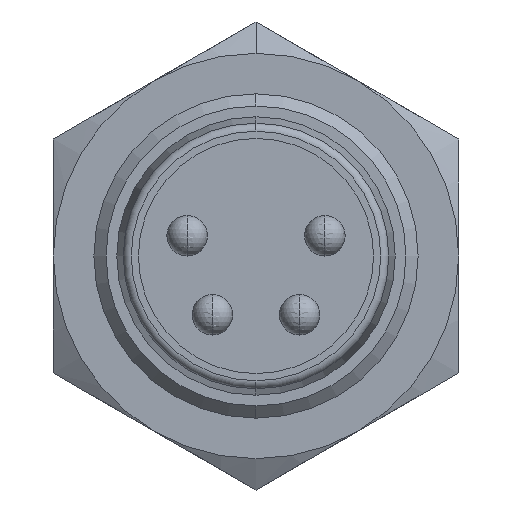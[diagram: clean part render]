
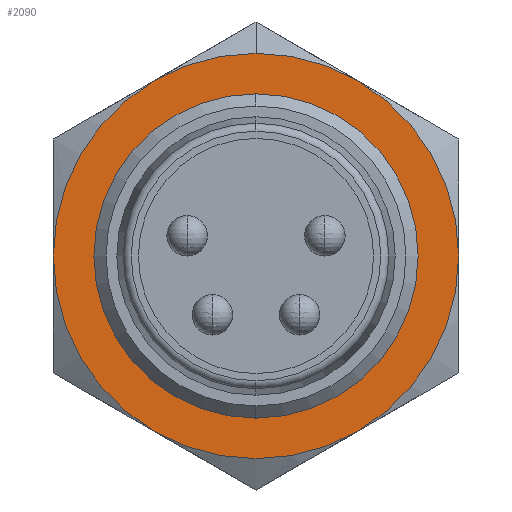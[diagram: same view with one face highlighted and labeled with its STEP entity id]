
A CAD part, left-side view. The second image highlights one B-rep face of the part: STEP entity #2090.
In plain terms, the highlighted planar face has unit normal (-1, 0, 0).
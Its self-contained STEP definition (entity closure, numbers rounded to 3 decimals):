
#550=CARTESIAN_POINT('',(9.2,0.,0.));
#551=DIRECTION('',(-1.,0.,0.));
#552=DIRECTION('',(0.,-0.5,0.866));
#553=AXIS2_PLACEMENT_3D('',#550,#551,#552);
#555=CARTESIAN_POINT('',(9.2,0.,0.));
#556=DIRECTION('',(-1.,0.,0.));
#557=DIRECTION('',(0.,-1.,0.));
#558=AXIS2_PLACEMENT_3D('',#555,#556,#557);
#560=CARTESIAN_POINT('',(9.2,0.,0.));
#561=DIRECTION('',(-1.,0.,0.));
#562=DIRECTION('',(0.,-0.5,-0.866));
#563=AXIS2_PLACEMENT_3D('',#560,#561,#562);
#565=CARTESIAN_POINT('',(9.2,0.,0.));
#566=DIRECTION('',(-1.,0.,0.));
#567=DIRECTION('',(0.,0.,-1.));
#568=AXIS2_PLACEMENT_3D('',#565,#566,#567);
#570=CARTESIAN_POINT('',(9.2,0.,0.));
#571=DIRECTION('',(-1.,0.,0.));
#572=DIRECTION('',(0.,0.5,-0.866));
#573=AXIS2_PLACEMENT_3D('',#570,#571,#572);
#575=CARTESIAN_POINT('',(9.2,0.,0.));
#576=DIRECTION('',(-1.,0.,0.));
#577=DIRECTION('',(0.,1.,0.));
#578=AXIS2_PLACEMENT_3D('',#575,#576,#577);
#580=CARTESIAN_POINT('',(9.2,0.,0.));
#581=DIRECTION('',(-1.,0.,0.));
#582=DIRECTION('',(0.,0.5,0.866));
#583=AXIS2_PLACEMENT_3D('',#580,#581,#582);
#585=CARTESIAN_POINT('',(9.2,0.,0.));
#586=DIRECTION('',(-1.,0.,0.));
#587=DIRECTION('',(0.,0.,1.));
#588=AXIS2_PLACEMENT_3D('',#585,#586,#587);
#590=CARTESIAN_POINT('',(9.2,0.,0.));
#591=DIRECTION('',(1.,0.,0.));
#592=DIRECTION('',(0.,0.,-1.));
#593=AXIS2_PLACEMENT_3D('',#590,#591,#592);
#595=CARTESIAN_POINT('',(9.2,0.,0.));
#596=DIRECTION('',(1.,0.,0.));
#597=DIRECTION('',(0.,0.,1.));
#598=AXIS2_PLACEMENT_3D('',#595,#596,#597);
#644=CARTESIAN_POINT('',(9.2,2.5,-4.33));
#658=CARTESIAN_POINT('',(9.2,-2.5,-4.33));
#1120=CARTESIAN_POINT('',(9.2,0.,5.));
#1121=CARTESIAN_POINT('',(9.2,2.5,4.33));
#1122=VERTEX_POINT('',#1120);
#1123=VERTEX_POINT('',#1121);
#1170=CARTESIAN_POINT('',(9.2,0.,-4.));
#1171=CARTESIAN_POINT('',(9.2,0.,4.));
#1172=VERTEX_POINT('',#1170);
#1173=VERTEX_POINT('',#1171);
#1174=CARTESIAN_POINT('',(9.2,-5.,0.));
#1175=CARTESIAN_POINT('',(9.2,-2.5,4.33));
#1176=VERTEX_POINT('',#1174);
#1177=VERTEX_POINT('',#1175);
#1211=VERTEX_POINT('',#658);
#1233=VERTEX_POINT('',#644);
#1255=CARTESIAN_POINT('',(9.2,5.,0.));
#1256=VERTEX_POINT('',#1255);
#1280=CARTESIAN_POINT('',(9.2,0.,-5.));
#1281=VERTEX_POINT('',#1280);
#2062=CARTESIAN_POINT('',(9.2,0.,0.));
#2063=DIRECTION('',(-1.,0.,0.));
#2064=DIRECTION('',(0.,0.,1.));
#2065=AXIS2_PLACEMENT_3D('',#2062,#2063,#2064);
#2066=PLANE('',#2065);
#2068=ORIENTED_EDGE('',*,*,#2067,.F.);
#2070=ORIENTED_EDGE('',*,*,#2069,.F.);
#2072=ORIENTED_EDGE('',*,*,#2071,.F.);
#2074=ORIENTED_EDGE('',*,*,#2073,.F.);
#2076=ORIENTED_EDGE('',*,*,#2075,.F.);
#2078=ORIENTED_EDGE('',*,*,#2077,.F.);
#2080=ORIENTED_EDGE('',*,*,#2079,.F.);
#2081=ORIENTED_EDGE('',*,*,#2054,.F.);
#2082=EDGE_LOOP('',(#2068,#2070,#2072,#2074,#2076,#2078,#2080,#2081));
#2083=FACE_OUTER_BOUND('',#2082,.F.);
#2085=ORIENTED_EDGE('',*,*,#2084,.F.);
#2087=ORIENTED_EDGE('',*,*,#2086,.F.);
#2088=EDGE_LOOP('',(#2085,#2087));
#2089=FACE_BOUND('',#2088,.F.);
#2090=ADVANCED_FACE('',(#2083,#2089),#2066,.T.);
#554=CIRCLE('',#553,5.);
#559=CIRCLE('',#558,5.);
#564=CIRCLE('',#563,5.);
#569=CIRCLE('',#568,5.);
#574=CIRCLE('',#573,5.);
#579=CIRCLE('',#578,5.);
#584=CIRCLE('',#583,5.);
#589=CIRCLE('',#588,5.);
#594=CIRCLE('',#593,4.);
#599=CIRCLE('',#598,4.);
#2054=EDGE_CURVE('',#1122,#1123,#589,.T.);
#2067=EDGE_CURVE('',#1177,#1122,#554,.T.);
#2069=EDGE_CURVE('',#1176,#1177,#559,.T.);
#2071=EDGE_CURVE('',#1211,#1176,#564,.T.);
#2073=EDGE_CURVE('',#1281,#1211,#569,.T.);
#2075=EDGE_CURVE('',#1233,#1281,#574,.T.);
#2077=EDGE_CURVE('',#1256,#1233,#579,.T.);
#2079=EDGE_CURVE('',#1123,#1256,#584,.T.);
#2084=EDGE_CURVE('',#1172,#1173,#594,.T.);
#2086=EDGE_CURVE('',#1173,#1172,#599,.T.);
